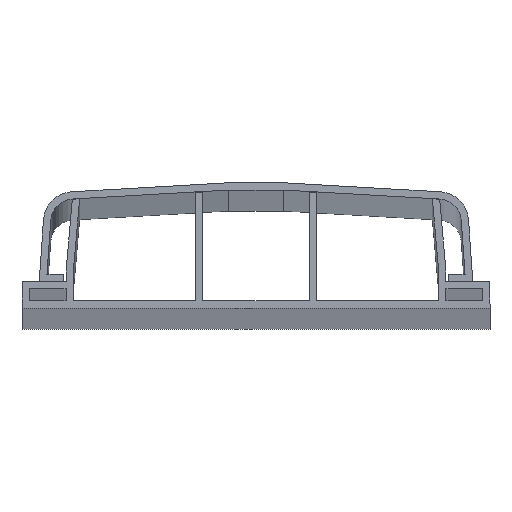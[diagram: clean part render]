
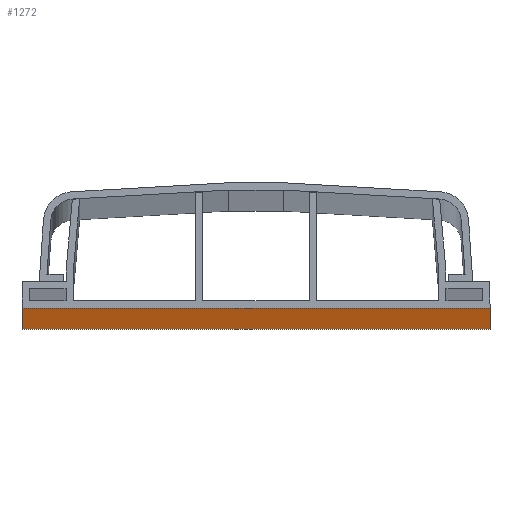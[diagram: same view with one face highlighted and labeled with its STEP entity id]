
A CAD part, top view. The second image highlights one B-rep face of the part: STEP entity #1272.
In plain terms, the highlighted planar face has unit normal (0, -1, 0).
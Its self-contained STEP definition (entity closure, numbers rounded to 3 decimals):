
#33 = ORIENTED_EDGE ( 'NONE', *, *, #1934, .T. ) ;
#37 = DIRECTION ( 'NONE',  ( 0., 0., 1. ) ) ;
#66 = CARTESIAN_POINT ( 'NONE',  ( 38.8, 0., 1000. ) ) ;
#110 = AXIS2_PLACEMENT_3D ( 'NONE', #1112, #1897, #156 ) ;
#155 = CARTESIAN_POINT ( 'NONE',  ( 0., 0., -1000. ) ) ;
#156 = DIRECTION ( 'NONE',  ( -1., 0., 0. ) ) ;
#159 = DIRECTION ( 'NONE',  ( 1., 0., 0. ) ) ;
#210 = EDGE_LOOP ( 'NONE', ( #1630, #33, #1460, #1859 ) ) ;
#259 = DIRECTION ( 'NONE',  ( 1., 0., 0. ) ) ;
#377 = VECTOR ( 'NONE', #37, 1000. ) ;
#458 = VERTEX_POINT ( 'NONE', #66 ) ;
#585 = EDGE_CURVE ( 'NONE', #1643, #626, #1008, .T. ) ;
#626 = VERTEX_POINT ( 'NONE', #904 ) ;
#655 = VECTOR ( 'NONE', #259, 1000. ) ;
#743 = PLANE ( 'NONE',  #110 ) ;
#900 = VECTOR ( 'NONE', #159, 1000. ) ;
#904 = CARTESIAN_POINT ( 'NONE',  ( 38.8, 0., -1000. ) ) ;
#923 = LINE ( 'NONE', #943, #1189 ) ;
#943 = CARTESIAN_POINT ( 'NONE',  ( -38.8, 0., -1071.123 ) ) ;
#949 = LINE ( 'NONE', #1408, #900 ) ;
#1008 = LINE ( 'NONE', #155, #655 ) ;
#1042 = CARTESIAN_POINT ( 'NONE',  ( 38.8, 0., -1071.123 ) ) ;
#1112 = CARTESIAN_POINT ( 'NONE',  ( 0., 0., 1000. ) ) ;
#1189 = VECTOR ( 'NONE', #1320, 1000. ) ;
#1272 = ADVANCED_FACE ( 'NONE', ( #1592 ), #743, .F. ) ;
#1320 = DIRECTION ( 'NONE',  ( 0., 0., 1. ) ) ;
#1408 = CARTESIAN_POINT ( 'NONE',  ( 0., 0., 1000. ) ) ;
#1460 = ORIENTED_EDGE ( 'NONE', *, *, #1573, .F. ) ;
#1535 = CARTESIAN_POINT ( 'NONE',  ( -38.8, 0., 1000. ) ) ;
#1563 = VERTEX_POINT ( 'NONE', #1535 ) ;
#1573 = EDGE_CURVE ( 'NONE', #1563, #458, #949, .T. ) ;
#1575 = CARTESIAN_POINT ( 'NONE',  ( -38.8, 0., -1000. ) ) ;
#1592 = FACE_OUTER_BOUND ( 'NONE', #210, .T. ) ;
#1630 = ORIENTED_EDGE ( 'NONE', *, *, #585, .T. ) ;
#1643 = VERTEX_POINT ( 'NONE', #1575 ) ;
#1649 = LINE ( 'NONE', #1042, #377 ) ;
#1859 = ORIENTED_EDGE ( 'NONE', *, *, #1898, .F. ) ;
#1897 = DIRECTION ( 'NONE',  ( 0., 1., 0. ) ) ;
#1898 = EDGE_CURVE ( 'NONE', #1643, #1563, #923, .T. ) ;
#1934 = EDGE_CURVE ( 'NONE', #626, #458, #1649, .T. ) ;
